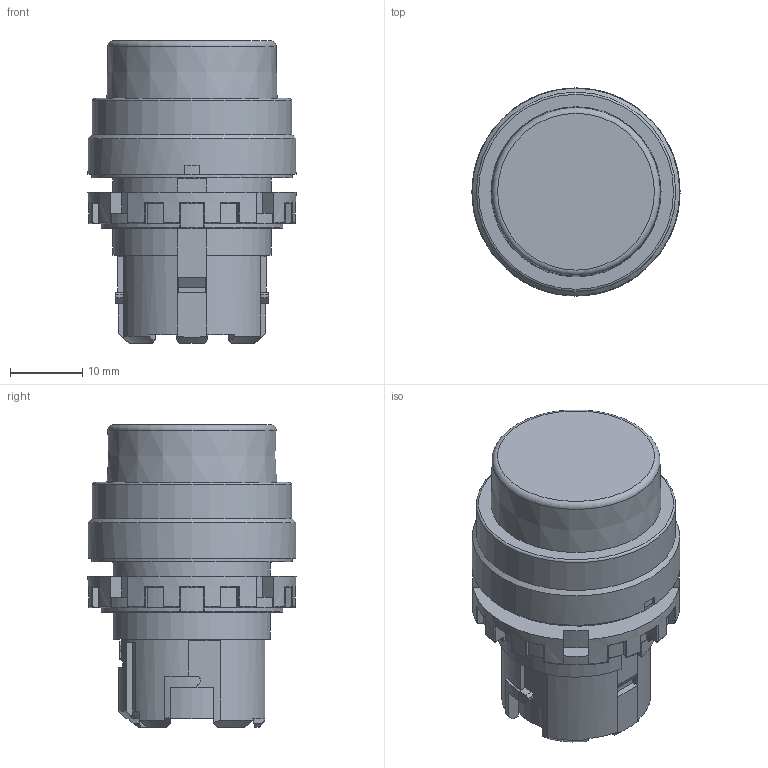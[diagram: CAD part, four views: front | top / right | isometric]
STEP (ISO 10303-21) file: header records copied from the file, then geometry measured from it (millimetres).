
FILE_DESCRIPTION( ( 'Unknown' ), '1' );
FILE_NAME( 'A20B-A2Ex-Solid3D-20180706.stp', 'Unknown', ( 'Unknown' ), ( 'Unknown' ), 'XStep 1.0', 'Unknown', ' ' );
FILE_SCHEMA( ( 'automotive_design' ) );
Length unit declared in the file: millimetre
Products named in the file (1): BA20LM0103-A20L本體(保持)-
Bounding box: 28.8 x 28.8 x 41.9 mm (x, y, z)
Surface area: 5189.3 mm2 (no closed solid volume)
Topology: 0 solids, 1 shells, 376 faces, 989 edges, 617 vertices
Faces by surface type: plane 164, cylinder 114, torus 46, bspline 24, cone 10, extrusion 10, sphere 8
Full cylindrical faces by diameter (mm): 22 x1, 27.6 x1, 27.8 x1
Entity records: 15728 total; most frequent: CARTESIAN_POINT 3655, ORIENTED_EDGE 1926, DIRECTION 1880, EDGE_CURVE 963, AXIS2_PLACEMENT_3D 703, VERTEX_POINT 608, VECTOR 474, LINE 464
